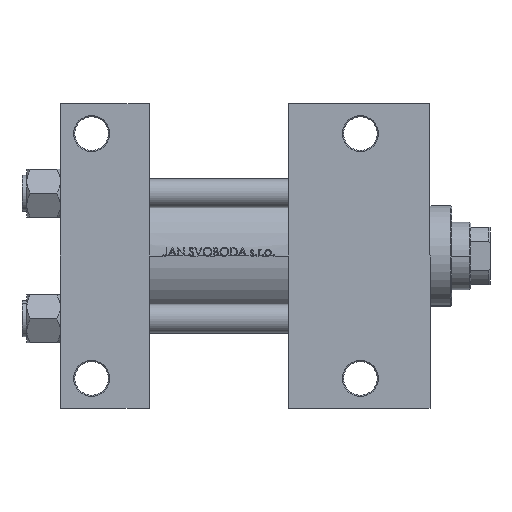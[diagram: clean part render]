
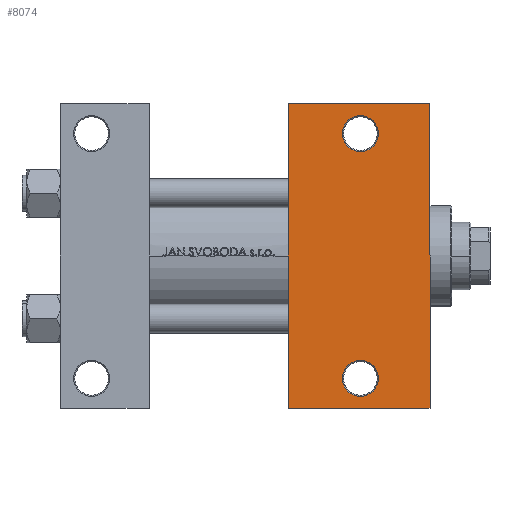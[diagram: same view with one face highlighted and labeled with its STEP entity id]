
A CAD part, front view. The second image highlights one B-rep face of the part: STEP entity #8074.
In plain terms, the highlighted face is planar.
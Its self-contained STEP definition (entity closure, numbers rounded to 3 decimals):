
#375 = DIRECTION ( 'NONE',  ( 0., 0., 1. ) ) ;
#563 = EDGE_CURVE ( 'NONE', #34406, #21336, #10270, .T. ) ;
#1497 = CARTESIAN_POINT ( 'NONE',  ( 125., -51., -37.5 ) ) ;
#1563 = CARTESIAN_POINT ( 'NONE',  ( 95., 37.5, -37.5 ) ) ;
#2277 = LINE ( 'NONE', #42849, #3944 ) ;
#2601 = AXIS2_PLACEMENT_3D ( 'NONE', #23154, #375, #41398 ) ;
#2905 = LINE ( 'NONE', #43007, #39655 ) ;
#2972 = EDGE_CURVE ( 'NONE', #40510, #17709, #2905, .T. ) ;
#2995 = VERTEX_POINT ( 'NONE', #13707 ) ;
#3938 = EDGE_CURVE ( 'NONE', #39573, #2995, #12739, .T. ) ;
#3944 = VECTOR ( 'NONE', #46444, 1000. ) ;
#8074 = ADVANCED_FACE ( 'NONE', ( #38578, #33799, #42912 ), #9523, .T. ) ;
#8527 = DIRECTION ( 'NONE',  ( 0., -1., 0. ) ) ;
#8847 = VERTEX_POINT ( 'NONE', #47226 ) ;
#9029 = AXIS2_PLACEMENT_3D ( 'NONE', #46030, #43145, #27780 ) ;
#9523 = PLANE ( 'NONE',  #9029 ) ;
#10106 = DIRECTION ( 'NONE',  ( 0., -1., 0. ) ) ;
#10270 = CIRCLE ( 'NONE', #2601, 7.5 ) ;
#10915 = ORIENTED_EDGE ( 'NONE', *, *, #2972, .T. ) ;
#11016 = EDGE_LOOP ( 'NONE', ( #23987, #36828 ) ) ;
#12049 = DIRECTION ( 'NONE',  ( -1., 0., 0. ) ) ;
#12588 = CARTESIAN_POINT ( 'NONE',  ( 154., -63.5, -37.5 ) ) ;
#12739 = CIRCLE ( 'NONE', #28816, 7.5 ) ;
#13707 = CARTESIAN_POINT ( 'NONE',  ( 132.5, 51., -37.5 ) ) ;
#14277 = ORIENTED_EDGE ( 'NONE', *, *, #3938, .T. ) ;
#14467 = VECTOR ( 'NONE', #8527, 1000. ) ;
#14883 = DIRECTION ( 'NONE',  ( 0., 0., 1. ) ) ;
#14931 = CARTESIAN_POINT ( 'NONE',  ( 95., 63.5, -37.5 ) ) ;
#15448 = VERTEX_POINT ( 'NONE', #22913 ) ;
#15925 = ORIENTED_EDGE ( 'NONE', *, *, #16534, .T. ) ;
#16148 = DIRECTION ( 'NONE',  ( 0., 0., 1. ) ) ;
#16534 = EDGE_CURVE ( 'NONE', #2995, #39573, #24606, .T. ) ;
#17709 = VERTEX_POINT ( 'NONE', #12588 ) ;
#17776 = EDGE_CURVE ( 'NONE', #17709, #8847, #2277, .T. ) ;
#18018 = CARTESIAN_POINT ( 'NONE',  ( 125., 51., -37.5 ) ) ;
#21336 = VERTEX_POINT ( 'NONE', #24627 ) ;
#22913 = CARTESIAN_POINT ( 'NONE',  ( 95., 63.5, -37.5 ) ) ;
#23154 = CARTESIAN_POINT ( 'NONE',  ( 125., -51., -37.5 ) ) ;
#23987 = ORIENTED_EDGE ( 'NONE', *, *, #34518, .T. ) ;
#24258 = VECTOR ( 'NONE', #41311, 1000. ) ;
#24606 = CIRCLE ( 'NONE', #44547, 7.5 ) ;
#24627 = CARTESIAN_POINT ( 'NONE',  ( 117.5, -51., -37.5 ) ) ;
#25626 = ORIENTED_EDGE ( 'NONE', *, *, #37532, .T. ) ;
#26057 = CARTESIAN_POINT ( 'NONE',  ( 125., 51., -37.5 ) ) ;
#26477 = CIRCLE ( 'NONE', #46437, 7.5 ) ;
#26528 = LINE ( 'NONE', #1563, #14467 ) ;
#27780 = DIRECTION ( 'NONE',  ( -1., 0., 0. ) ) ;
#27949 = EDGE_LOOP ( 'NONE', ( #36552, #25626, #10915, #32377 ) ) ;
#28816 = AXIS2_PLACEMENT_3D ( 'NONE', #18018, #14883, #32642 ) ;
#30123 = DIRECTION ( 'NONE',  ( 0., 0., 1. ) ) ;
#32257 = CARTESIAN_POINT ( 'NONE',  ( 132.5, -51., -37.5 ) ) ;
#32377 = ORIENTED_EDGE ( 'NONE', *, *, #17776, .T. ) ;
#32642 = DIRECTION ( 'NONE',  ( -1., 0., 0. ) ) ;
#33394 = LINE ( 'NONE', #14931, #24258 ) ;
#33799 = FACE_BOUND ( 'NONE', #11016, .T. ) ;
#34406 = VERTEX_POINT ( 'NONE', #32257 ) ;
#34518 = EDGE_CURVE ( 'NONE', #21336, #34406, #26477, .T. ) ;
#36307 = CARTESIAN_POINT ( 'NONE',  ( 117.5, 51., -37.5 ) ) ;
#36552 = ORIENTED_EDGE ( 'NONE', *, *, #43052, .F. ) ;
#36828 = ORIENTED_EDGE ( 'NONE', *, *, #563, .T. ) ;
#37532 = EDGE_CURVE ( 'NONE', #15448, #40510, #33394, .T. ) ;
#38578 = FACE_BOUND ( 'NONE', #43696, .T. ) ;
#39573 = VERTEX_POINT ( 'NONE', #36307 ) ;
#39655 = VECTOR ( 'NONE', #10106, 1000. ) ;
#39897 = CARTESIAN_POINT ( 'NONE',  ( 154., 63.5, -37.5 ) ) ;
#40510 = VERTEX_POINT ( 'NONE', #39897 ) ;
#41311 = DIRECTION ( 'NONE',  ( 1., 0., 0. ) ) ;
#41398 = DIRECTION ( 'NONE',  ( -1., 0., 0. ) ) ;
#42849 = CARTESIAN_POINT ( 'NONE',  ( 95., -63.5, -37.5 ) ) ;
#42912 = FACE_OUTER_BOUND ( 'NONE', #27949, .T. ) ;
#43007 = CARTESIAN_POINT ( 'NONE',  ( 154., 37.5, -37.5 ) ) ;
#43052 = EDGE_CURVE ( 'NONE', #15448, #8847, #26528, .T. ) ;
#43145 = DIRECTION ( 'NONE',  ( 0., 0., -1. ) ) ;
#43696 = EDGE_LOOP ( 'NONE', ( #14277, #15925 ) ) ;
#44312 = DIRECTION ( 'NONE',  ( -1., 0., 0. ) ) ;
#44547 = AXIS2_PLACEMENT_3D ( 'NONE', #26057, #30123, #44312 ) ;
#46030 = CARTESIAN_POINT ( 'NONE',  ( 154., 37.5, -37.5 ) ) ;
#46437 = AXIS2_PLACEMENT_3D ( 'NONE', #1497, #16148, #12049 ) ;
#46444 = DIRECTION ( 'NONE',  ( -1., 0., 0. ) ) ;
#47226 = CARTESIAN_POINT ( 'NONE',  ( 95., -63.5, -37.5 ) ) ;
